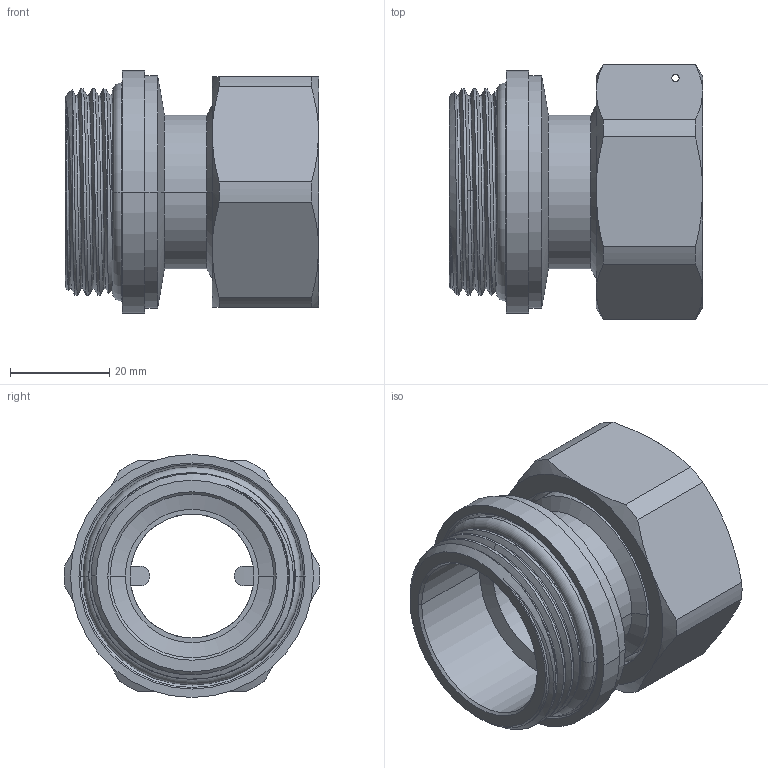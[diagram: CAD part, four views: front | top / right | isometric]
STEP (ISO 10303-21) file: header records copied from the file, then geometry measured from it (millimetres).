
FILE_DESCRIPTION((''),'2;1');
FILE_NAME('F16132007_ASM','2023-12-08T08:13:27',('Administrator'),(''),'CREO PARAMETRIC BY PTC INC, 2023072','CREO PARAMETRIC BY PTC INC, 2023072','');
FILE_SCHEMA(('CONFIG_CONTROL_DESIGN'));
Length unit declared in the file: millimetre
Products named in the file (7): FJ1641132007W; VT10005507R; FJ1615133007W; VT13013307; VT19000607; O-RING42X3_5; F16132007_ASM
Assembly tree (6 placements, depth 2):
  F16132007_ASM
    FJ1641132007W
    VT10005507R
    FJ1615133007W
    VT13013307
    VT19000607
    O-RING42X3_5
Bounding box: 51.1 x 51.48 x 49 mm (x, y, z)
Volume: 34863.7 mm3; surface area: 26853.9 mm2
Topology: 6 solids, 6 shells, 249 faces, 623 edges, 394 vertices
Faces by surface type: plane 66, extrusion 63, cylinder 59, cone 38, bspline 15, torus 8
Entity records: 12312 total; most frequent: CARTESIAN_POINT 6606, ORIENTED_EDGE 1246, DIRECTION 940, EDGE_CURVE 623, VERTEX_POINT 394, VECTOR 330, AXIS2_PLACEMENT_3D 305, B_SPLINE_CURVE_WITH_KNOTS 298
